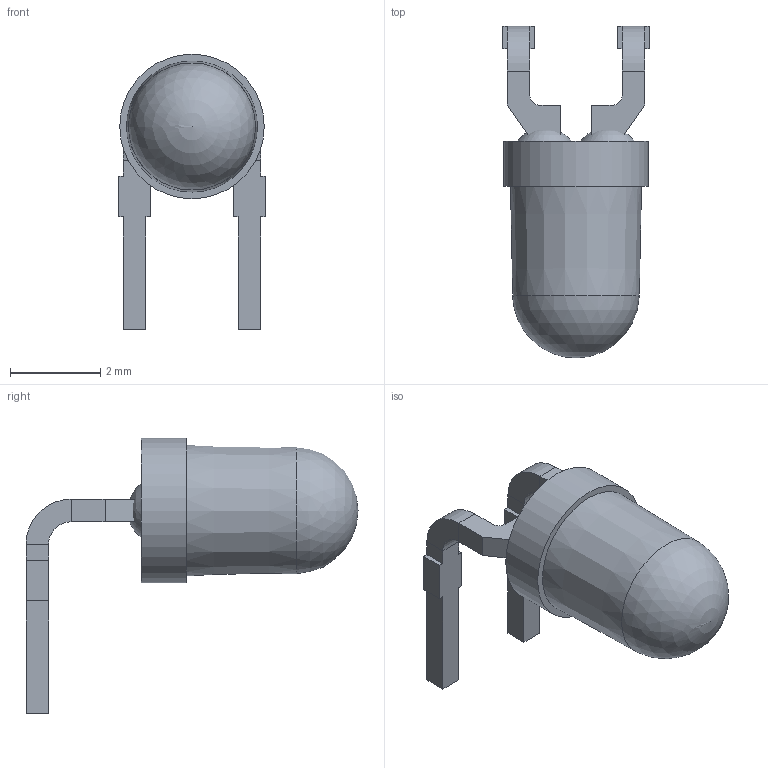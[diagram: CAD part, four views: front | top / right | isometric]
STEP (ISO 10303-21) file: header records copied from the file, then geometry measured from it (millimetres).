
FILE_DESCRIPTION(('STEP AP214'), '1');
FILE_NAME('L-934', '2020-07-07T19:58:04', ('AF'), (''), 'UNSPECIFIED', 'UNSPECIFIED', '');
FILE_SCHEMA(('AUTOMOTIVE_DESIGN { 1 0 10303 214 3 1 1}'));
Length unit declared in the file: millimetre
Products named in the file (1): RA
Bounding box: 3.24 x 7.35 x 6.1 mm (x, y, z)
Volume: 33.6 mm3; surface area: 86.6 mm2
Topology: 3 solids, 3 shells, 61 faces, 148 edges, 93 vertices
Faces by surface type: plane 50, cylinder 7, sphere 3, cone 1
Full cylindrical faces by diameter (mm): 3.2 x1
Entity records: 2236 total; most frequent: CARTESIAN_POINT 292, DIRECTION 282, ORIENTED_EDGE 280, EDGE_CURVE 140, LINE 122, VECTOR 122, VERTEX_POINT 90, AXIS2_PLACEMENT_3D 80
